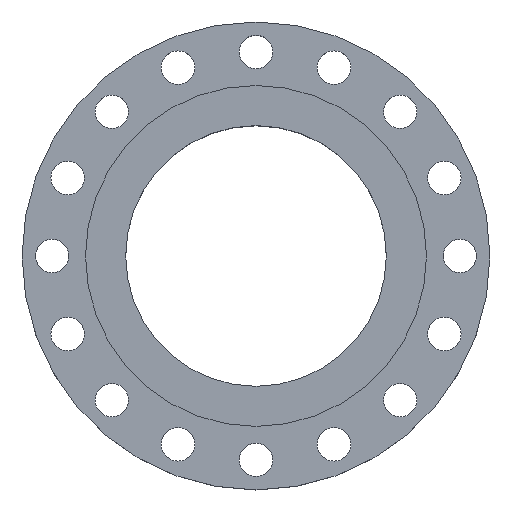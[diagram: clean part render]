
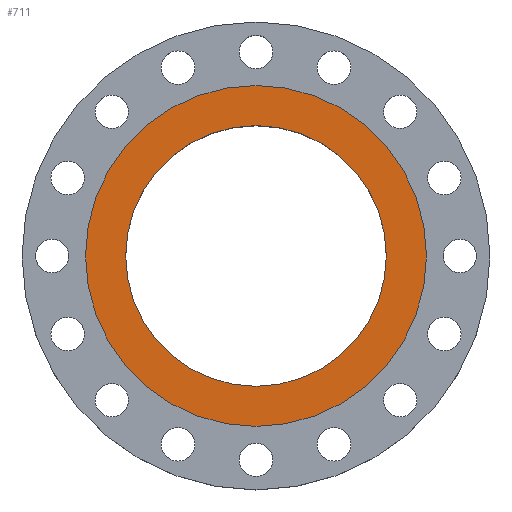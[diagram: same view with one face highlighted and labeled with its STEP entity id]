
A CAD part, top view. The second image highlights one B-rep face of the part: STEP entity #711.
In plain terms, the highlighted planar face has unit normal (0, 0, 1).
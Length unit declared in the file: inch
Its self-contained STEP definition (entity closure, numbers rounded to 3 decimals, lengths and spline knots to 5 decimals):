
#17 = EDGE_LOOP ( 'NONE', ( #1655, #233 ) ) ;
#107 = DIRECTION ( 'NONE',  ( 0., 0., 1. ) ) ;
#116 = EDGE_CURVE ( 'NONE', #1105, #1651, #576, .T. ) ;
#202 = CARTESIAN_POINT ( 'NONE',  ( -4.875, 0., 0. ) ) ;
#204 = AXIS2_PLACEMENT_3D ( 'NONE', #1535, #1283, #1689 ) ;
#232 = AXIS2_PLACEMENT_3D ( 'NONE', #1735, #107, #1177 ) ;
#233 = ORIENTED_EDGE ( 'NONE', *, *, #1278, .F. ) ;
#238 = DIRECTION ( 'NONE',  ( 0., 0., 1. ) ) ;
#301 = DIRECTION ( 'NONE',  ( 0., 0., 1. ) ) ;
#327 = AXIS2_PLACEMENT_3D ( 'NONE', #1570, #238, #1716 ) ;
#408 = EDGE_LOOP ( 'NONE', ( #1307, #1340 ) ) ;
#480 = CARTESIAN_POINT ( 'NONE',  ( 0., 0., 0. ) ) ;
#493 = FACE_BOUND ( 'NONE', #17, .T. ) ;
#524 = CIRCLE ( 'NONE', #1000, 6.375 ) ;
#576 = CIRCLE ( 'NONE', #652, 6.375 ) ;
#579 = CIRCLE ( 'NONE', #232, 4.875 ) ;
#605 = DIRECTION ( 'NONE',  ( 1., 0., 0. ) ) ;
#652 = AXIS2_PLACEMENT_3D ( 'NONE', #480, #301, #1003 ) ;
#710 = CARTESIAN_POINT ( 'NONE',  ( 0., 0., 0. ) ) ;
#711 = ADVANCED_FACE ( 'NONE', ( #493, #1658 ), #1397, .F. ) ;
#876 = EDGE_CURVE ( 'NONE', #1117, #1588, #579, .T. ) ;
#967 = CIRCLE ( 'NONE', #327, 4.875 ) ;
#1000 = AXIS2_PLACEMENT_3D ( 'NONE', #710, #1133, #605 ) ;
#1003 = DIRECTION ( 'NONE',  ( 1., 0., 0. ) ) ;
#1006 = CARTESIAN_POINT ( 'NONE',  ( 4.875, 0., 0. ) ) ;
#1105 = VERTEX_POINT ( 'NONE', #1208 ) ;
#1117 = VERTEX_POINT ( 'NONE', #1006 ) ;
#1133 = DIRECTION ( 'NONE',  ( 0., 0., 1. ) ) ;
#1177 = DIRECTION ( 'NONE',  ( 1., 0., 0. ) ) ;
#1208 = CARTESIAN_POINT ( 'NONE',  ( -6.375, 0., 0. ) ) ;
#1263 = CARTESIAN_POINT ( 'NONE',  ( 6.375, 0., 0. ) ) ;
#1278 = EDGE_CURVE ( 'NONE', #1588, #1117, #967, .T. ) ;
#1283 = DIRECTION ( 'NONE',  ( 0., 0., -1. ) ) ;
#1307 = ORIENTED_EDGE ( 'NONE', *, *, #1630, .T. ) ;
#1340 = ORIENTED_EDGE ( 'NONE', *, *, #116, .T. ) ;
#1397 = PLANE ( 'NONE',  #204 ) ;
#1535 = CARTESIAN_POINT ( 'NONE',  ( 0., 4.875, 0. ) ) ;
#1570 = CARTESIAN_POINT ( 'NONE',  ( 0., 0., 0. ) ) ;
#1588 = VERTEX_POINT ( 'NONE', #202 ) ;
#1630 = EDGE_CURVE ( 'NONE', #1651, #1105, #524, .T. ) ;
#1651 = VERTEX_POINT ( 'NONE', #1263 ) ;
#1655 = ORIENTED_EDGE ( 'NONE', *, *, #876, .F. ) ;
#1658 = FACE_OUTER_BOUND ( 'NONE', #408, .T. ) ;
#1689 = DIRECTION ( 'NONE',  ( -1., 0., 0. ) ) ;
#1716 = DIRECTION ( 'NONE',  ( 1., 0., 0. ) ) ;
#1735 = CARTESIAN_POINT ( 'NONE',  ( 0., 0., 0. ) ) ;
